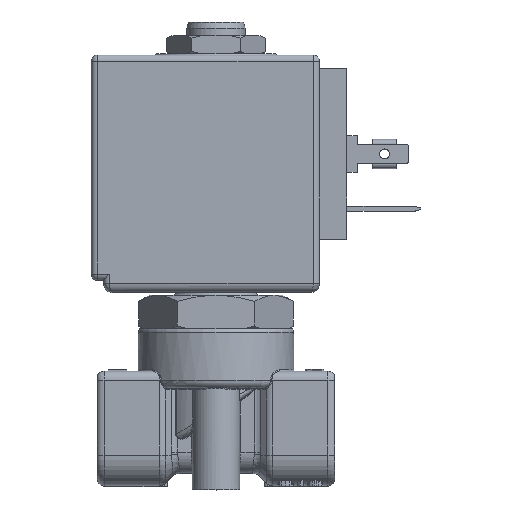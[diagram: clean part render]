
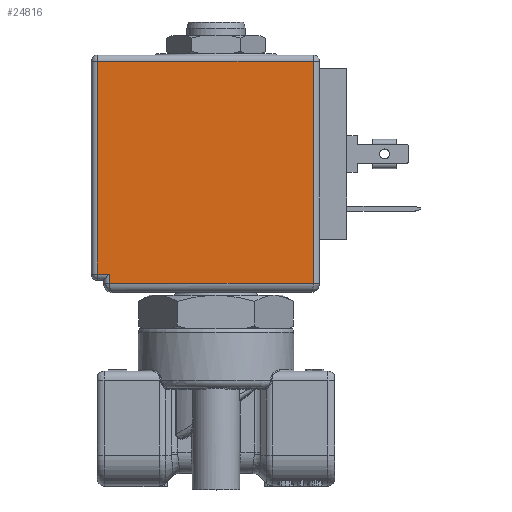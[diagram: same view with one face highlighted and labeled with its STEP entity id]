
A CAD part, top view. The second image highlights one B-rep face of the part: STEP entity #24816.
In plain terms, the highlighted face is planar.
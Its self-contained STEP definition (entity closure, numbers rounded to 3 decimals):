
#22221=DIRECTION('',(0.,-1.,0.));
#22222=VECTOR('',#22221,36.5);
#22223=CARTESIAN_POINT('',(-16.,33.,-15.));
#22224=LINE('',#22223,#22222);
#22228=DIRECTION('',(-1.,0.,0.));
#22229=VECTOR('',#22228,33.5);
#22230=CARTESIAN_POINT('',(17.5,-3.5,
-15.));
#22231=LINE('',#22230,#22229);
#22235=DIRECTION('',(0.,-1.,0.));
#22236=VECTOR('',#22235,1.5);
#22237=CARTESIAN_POINT('',(17.5,-2.,-15.));
#22238=LINE('',#22237,#22236);
#22242=DIRECTION('',(-1.,0.,0.));
#22243=VECTOR('',#22242,2.);
#22244=CARTESIAN_POINT('',(19.5,-2.,-15.));
#22245=LINE('',#22244,#22243);
#22249=DIRECTION('',(0.,-1.,0.));
#22250=VECTOR('',#22249,35.);
#22251=CARTESIAN_POINT('',(19.5,33.,-15.));
#22252=LINE('',#22251,#22250);
#22256=DIRECTION('',(1.,0.,0.));
#22257=VECTOR('',#22256,35.5);
#22258=CARTESIAN_POINT('',(-16.,33.,-15.));
#22259=LINE('',#22258,#22257);
#24312=CARTESIAN_POINT('',(-16.,33.,-15.));
#24313=CARTESIAN_POINT('',(-16.,-3.5,
-15.));
#24314=VERTEX_POINT('',#24312);
#24315=VERTEX_POINT('',#24313);
#24330=CARTESIAN_POINT('',(17.5,-3.5,
-15.));
#24331=VERTEX_POINT('',#24330);
#24358=CARTESIAN_POINT('',(19.5,33.,-15.));
#24359=VERTEX_POINT('',#24358);
#24360=CARTESIAN_POINT('',(19.5,-2.,-15.));
#24361=VERTEX_POINT('',#24360);
#24366=CARTESIAN_POINT('',(17.5,-2.,-15.));
#24367=VERTEX_POINT('',#24366);
#24798=CARTESIAN_POINT('',(0.,34.,-15.));
#24799=DIRECTION('',(0.,0.,1.));
#24800=DIRECTION('',(1.,0.,0.));
#24801=AXIS2_PLACEMENT_3D('',#24798,#24799,#24800);
#24802=PLANE('',#24801);
#24804=ORIENTED_EDGE('',*,*,#24803,.T.);
#24806=ORIENTED_EDGE('',*,*,#24805,.F.);
#24808=ORIENTED_EDGE('',*,*,#24807,.F.);
#24809=ORIENTED_EDGE('',*,*,#24788,.F.);
#24811=ORIENTED_EDGE('',*,*,#24810,.F.);
#24813=ORIENTED_EDGE('',*,*,#24812,.F.);
#24814=EDGE_LOOP('',(#24804,#24806,#24808,#24809,#24811,#24813));
#24815=FACE_OUTER_BOUND('',#24814,.F.);
#24816=ADVANCED_FACE('',(#24815),#24802,.F.);
#24788=EDGE_CURVE('',#24361,#24367,#22245,.T.);
#24803=EDGE_CURVE('',#24314,#24315,#22224,.T.);
#24805=EDGE_CURVE('',#24331,#24315,#22231,.T.);
#24807=EDGE_CURVE('',#24367,#24331,#22238,.T.);
#24810=EDGE_CURVE('',#24359,#24361,#22252,.T.);
#24812=EDGE_CURVE('',#24314,#24359,#22259,.T.);
